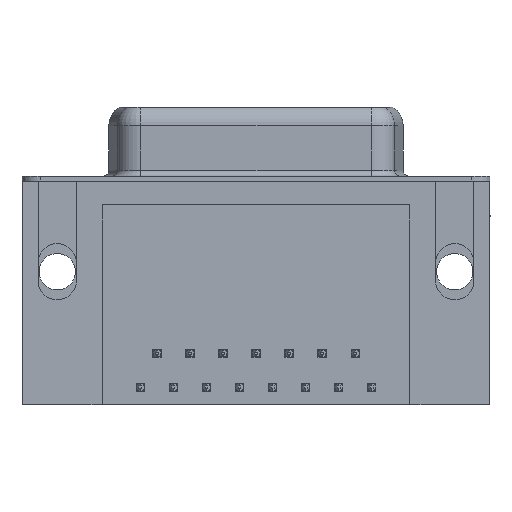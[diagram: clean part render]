
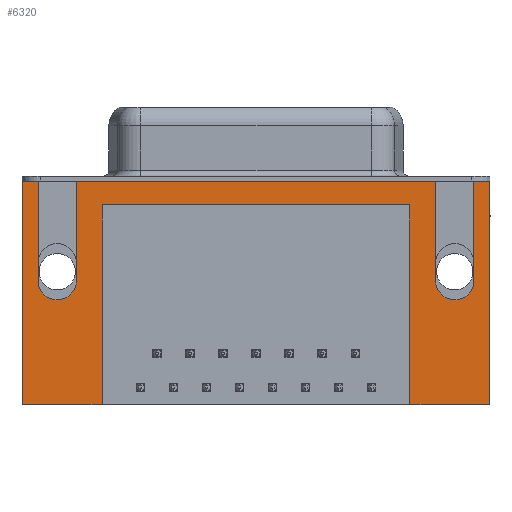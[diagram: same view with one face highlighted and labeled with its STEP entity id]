
A CAD part, front view. The second image highlights one B-rep face of the part: STEP entity #6320.
In plain terms, the highlighted planar face has unit normal (0, -1, 0).
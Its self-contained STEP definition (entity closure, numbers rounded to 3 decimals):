
#208 = EDGE_CURVE ( 'NONE', #20499, #24076, #4944, .T. ) ;
#748 = DIRECTION ( 'NONE',  ( 0., 0., 1. ) ) ;
#835 = PLANE ( 'NONE',  #15910 ) ;
#1156 = CARTESIAN_POINT ( 'NONE',  ( 3.765, -6.275, -2. ) ) ;
#1213 = ORIENTED_EDGE ( 'NONE', *, *, #24352, .F. ) ;
#1589 = CARTESIAN_POINT ( 'NONE',  ( -2.935, -6.275, -2.5 ) ) ;
#1732 = CARTESIAN_POINT ( 'NONE',  ( 31.72, -6.275, 0. ) ) ;
#2234 = CARTESIAN_POINT ( 'NONE',  ( 33.32, -6.275, -8.35 ) ) ;
#2679 = DIRECTION ( 'NONE',  ( 0., 0., -1. ) ) ;
#2865 = VERTEX_POINT ( 'NONE', #13820 ) ;
#3152 = DIRECTION ( 'NONE',  ( 1., 0., 0. ) ) ;
#3207 = ORIENTED_EDGE ( 'NONE', *, *, #22309, .F. ) ;
#3590 = LINE ( 'NONE', #8644, #3646 ) ;
#3646 = VECTOR ( 'NONE', #21027, 1000. ) ;
#4218 = DIRECTION ( 'NONE',  ( -1., 0., 0. ) ) ;
#4383 = LINE ( 'NONE', #11767, #4408 ) ;
#4408 = VECTOR ( 'NONE', #5778, 1000. ) ;
#4645 = AXIS2_PLACEMENT_3D ( 'NONE', #2234, #16280, #4218 ) ;
#4807 = VECTOR ( 'NONE', #5176, 1000. ) ;
#4832 = VECTOR ( 'NONE', #3152, 1000. ) ;
#4833 = LINE ( 'NONE', #1156, #4807 ) ;
#4944 = LINE ( 'NONE', #5464, #4832 ) ;
#5091 = DIRECTION ( 'NONE',  ( 0., 0., -1. ) ) ;
#5176 = DIRECTION ( 'NONE',  ( -1., 0., 0. ) ) ;
#5182 = LINE ( 'NONE', #17172, #5315 ) ;
#5271 = CARTESIAN_POINT ( 'NONE',  ( -2.935, -6.275, 0. ) ) ;
#5315 = VECTOR ( 'NONE', #5091, 1000. ) ;
#5428 = CARTESIAN_POINT ( 'NONE',  ( 1.6, -6.275, -8.35 ) ) ;
#5429 = CARTESIAN_POINT ( 'NONE',  ( -1.6, -6.275, 0. ) ) ;
#5464 = CARTESIAN_POINT ( 'NONE',  ( -2.935, -6.275, 0. ) ) ;
#5655 = CARTESIAN_POINT ( 'NONE',  ( 0., -6.275, -8.35 ) ) ;
#5778 = DIRECTION ( 'NONE',  ( 0., 0., 1. ) ) ;
#6129 = VECTOR ( 'NONE', #2679, 1000. ) ;
#6320 = ADVANCED_FACE ( 'NONE', ( #8094 ), #835, .T. ) ;
#6367 = LINE ( 'NONE', #12594, #6129 ) ;
#6574 = CARTESIAN_POINT ( 'NONE',  ( 36.255, -6.275, -2.5 ) ) ;
#6793 = LINE ( 'NONE', #22498, #6842 ) ;
#6842 = VECTOR ( 'NONE', #8159, 1000. ) ;
#7213 = VECTOR ( 'NONE', #17959, 1000. ) ;
#7227 = CARTESIAN_POINT ( 'NONE',  ( 36.255, -6.275, 0. ) ) ;
#7245 = LINE ( 'NONE', #1732, #7213 ) ;
#7640 = DIRECTION ( 'NONE',  ( 1., 0., 0. ) ) ;
#7723 = VECTOR ( 'NONE', #748, 1000. ) ;
#7855 = LINE ( 'NONE', #12702, #7723 ) ;
#8042 = VERTEX_POINT ( 'NONE', #23107 ) ;
#8063 = CARTESIAN_POINT ( 'NONE',  ( 31.72, -6.275, 0. ) ) ;
#8094 = FACE_OUTER_BOUND ( 'NONE', #24458, .T. ) ;
#8159 = DIRECTION ( 'NONE',  ( -1., 0., 0. ) ) ;
#8201 = ORIENTED_EDGE ( 'NONE', *, *, #24507, .F. ) ;
#8248 = CARTESIAN_POINT ( 'NONE',  ( -1.6, -6.275, -8.35 ) ) ;
#8280 = VECTOR ( 'NONE', #25521, 1000. ) ;
#8575 = LINE ( 'NONE', #19400, #8280 ) ;
#8644 = CARTESIAN_POINT ( 'NONE',  ( 36.255, -6.275, -18.76 ) ) ;
#8770 = CARTESIAN_POINT ( 'NONE',  ( 34.92, -6.275, 0. ) ) ;
#8914 = ORIENTED_EDGE ( 'NONE', *, *, #208, .F. ) ;
#9071 = ORIENTED_EDGE ( 'NONE', *, *, #23725, .F. ) ;
#9259 = EDGE_CURVE ( 'NONE', #20309, #15742, #25333, .T. ) ;
#9831 = CIRCLE ( 'NONE', #4645, 1.6 ) ;
#10025 = CARTESIAN_POINT ( 'NONE',  ( -2.935, -6.275, -18.76 ) ) ;
#10227 = EDGE_CURVE ( 'NONE', #2865, #14534, #22057, .T. ) ;
#10517 = CARTESIAN_POINT ( 'NONE',  ( -2.935, -6.275, 0. ) ) ;
#10523 = CARTESIAN_POINT ( 'NONE',  ( 3.765, -6.275, -2. ) ) ;
#10548 = CARTESIAN_POINT ( 'NONE',  ( 1.6, -6.275, 0. ) ) ;
#10659 = VERTEX_POINT ( 'NONE', #21208 ) ;
#10945 = CARTESIAN_POINT ( 'NONE',  ( 31.72, -6.275, -8.35 ) ) ;
#11200 = VERTEX_POINT ( 'NONE', #10548 ) ;
#11765 = VECTOR ( 'NONE', #18784, 1000. ) ;
#11767 = CARTESIAN_POINT ( 'NONE',  ( 29.555, -6.275, -2. ) ) ;
#11893 = LINE ( 'NONE', #6574, #11765 ) ;
#12594 = CARTESIAN_POINT ( 'NONE',  ( -1.6, -6.275, 0. ) ) ;
#12702 = CARTESIAN_POINT ( 'NONE',  ( 1.6, -6.275, 0. ) ) ;
#13043 = ORIENTED_EDGE ( 'NONE', *, *, #24890, .F. ) ;
#13820 = CARTESIAN_POINT ( 'NONE',  ( -2.935, -6.275, 0. ) ) ;
#14304 = ORIENTED_EDGE ( 'NONE', *, *, #10227, .F. ) ;
#14534 = VERTEX_POINT ( 'NONE', #5429 ) ;
#14621 = LINE ( 'NONE', #21670, #14666 ) ;
#14666 = VECTOR ( 'NONE', #23621, 1000. ) ;
#15477 = DIRECTION ( 'NONE',  ( 0., -1., 0. ) ) ;
#15742 = VERTEX_POINT ( 'NONE', #5428 ) ;
#15910 = AXIS2_PLACEMENT_3D ( 'NONE', #1589, #15477, #26233 ) ;
#16280 = DIRECTION ( 'NONE',  ( 0., -1., 0. ) ) ;
#17172 = CARTESIAN_POINT ( 'NONE',  ( 3.765, -6.275, -2. ) ) ;
#17959 = DIRECTION ( 'NONE',  ( 0., 0., -1. ) ) ;
#17977 = ORIENTED_EDGE ( 'NONE', *, *, #19517, .F. ) ;
#18784 = DIRECTION ( 'NONE',  ( 0., 0., 1. ) ) ;
#19318 = VERTEX_POINT ( 'NONE', #8063 ) ;
#19400 = CARTESIAN_POINT ( 'NONE',  ( 34.92, -6.275, 0. ) ) ;
#19517 = EDGE_CURVE ( 'NONE', #11200, #19318, #23636, .T. ) ;
#19686 = AXIS2_PLACEMENT_3D ( 'NONE', #5655, #19917, #7640 ) ;
#19917 = DIRECTION ( 'NONE',  ( 0., -1., 0. ) ) ;
#20306 = ORIENTED_EDGE ( 'NONE', *, *, #25342, .F. ) ;
#20309 = VERTEX_POINT ( 'NONE', #8248 ) ;
#20462 = ORIENTED_EDGE ( 'NONE', *, *, #24210, .F. ) ;
#20499 = VERTEX_POINT ( 'NONE', #8770 ) ;
#20584 = VERTEX_POINT ( 'NONE', #10945 ) ;
#20936 = ORIENTED_EDGE ( 'NONE', *, *, #24047, .F. ) ;
#21027 = DIRECTION ( 'NONE',  ( -1., 0., 0. ) ) ;
#21208 = CARTESIAN_POINT ( 'NONE',  ( 29.555, -6.275, -18.76 ) ) ;
#21670 = CARTESIAN_POINT ( 'NONE',  ( -2.935, -6.275, -2.5 ) ) ;
#21877 = VECTOR ( 'NONE', #25550, 1000. ) ;
#21968 = VERTEX_POINT ( 'NONE', #10025 ) ;
#22057 = LINE ( 'NONE', #5271, #21877 ) ;
#22309 = EDGE_CURVE ( 'NONE', #21968, #2865, #14621, .T. ) ;
#22498 = CARTESIAN_POINT ( 'NONE',  ( 36.255, -6.275, -18.76 ) ) ;
#22647 = CARTESIAN_POINT ( 'NONE',  ( 29.555, -6.275, -2. ) ) ;
#23107 = CARTESIAN_POINT ( 'NONE',  ( 34.92, -6.275, -8.35 ) ) ;
#23143 = VERTEX_POINT ( 'NONE', #26238 ) ;
#23333 = EDGE_CURVE ( 'NONE', #23143, #24076, #11893, .T. ) ;
#23366 = ORIENTED_EDGE ( 'NONE', *, *, #23333, .T. ) ;
#23621 = DIRECTION ( 'NONE',  ( 0., 0., 1. ) ) ;
#23636 = LINE ( 'NONE', #10517, #23691 ) ;
#23691 = VECTOR ( 'NONE', #24946, 1000. ) ;
#23694 = ORIENTED_EDGE ( 'NONE', *, *, #9259, .F. ) ;
#23725 = EDGE_CURVE ( 'NONE', #20584, #8042, #9831, .T. ) ;
#23789 = VERTEX_POINT ( 'NONE', #22647 ) ;
#24047 = EDGE_CURVE ( 'NONE', #8042, #20499, #8575, .T. ) ;
#24076 = VERTEX_POINT ( 'NONE', #7227 ) ;
#24210 = EDGE_CURVE ( 'NONE', #15742, #11200, #7855, .T. ) ;
#24352 = EDGE_CURVE ( 'NONE', #19318, #20584, #7245, .T. ) ;
#24458 = EDGE_LOOP ( 'NONE', ( #20936, #9071, #1213, #17977, #20462, #23694, #25631, #14304, #3207, #8201, #24576, #13043, #25080, #20306, #23366, #8914 ) ) ;
#24507 = EDGE_CURVE ( 'NONE', #24869, #21968, #6793, .T. ) ;
#24576 = ORIENTED_EDGE ( 'NONE', *, *, #24850, .F. ) ;
#24673 = VERTEX_POINT ( 'NONE', #10523 ) ;
#24696 = EDGE_CURVE ( 'NONE', #14534, #20309, #6367, .T. ) ;
#24850 = EDGE_CURVE ( 'NONE', #24673, #24869, #5182, .T. ) ;
#24869 = VERTEX_POINT ( 'NONE', #25449 ) ;
#24890 = EDGE_CURVE ( 'NONE', #23789, #24673, #4833, .T. ) ;
#24946 = DIRECTION ( 'NONE',  ( 1., 0., 0. ) ) ;
#25042 = EDGE_CURVE ( 'NONE', #10659, #23789, #4383, .T. ) ;
#25080 = ORIENTED_EDGE ( 'NONE', *, *, #25042, .F. ) ;
#25333 = CIRCLE ( 'NONE', #19686, 1.6 ) ;
#25342 = EDGE_CURVE ( 'NONE', #23143, #10659, #3590, .T. ) ;
#25449 = CARTESIAN_POINT ( 'NONE',  ( 3.765, -6.275, -18.76 ) ) ;
#25521 = DIRECTION ( 'NONE',  ( 0., 0., 1. ) ) ;
#25550 = DIRECTION ( 'NONE',  ( 1., 0., 0. ) ) ;
#25631 = ORIENTED_EDGE ( 'NONE', *, *, #24696, .F. ) ;
#26233 = DIRECTION ( 'NONE',  ( 0., 0., -1. ) ) ;
#26238 = CARTESIAN_POINT ( 'NONE',  ( 36.255, -6.275, -18.76 ) ) ;
